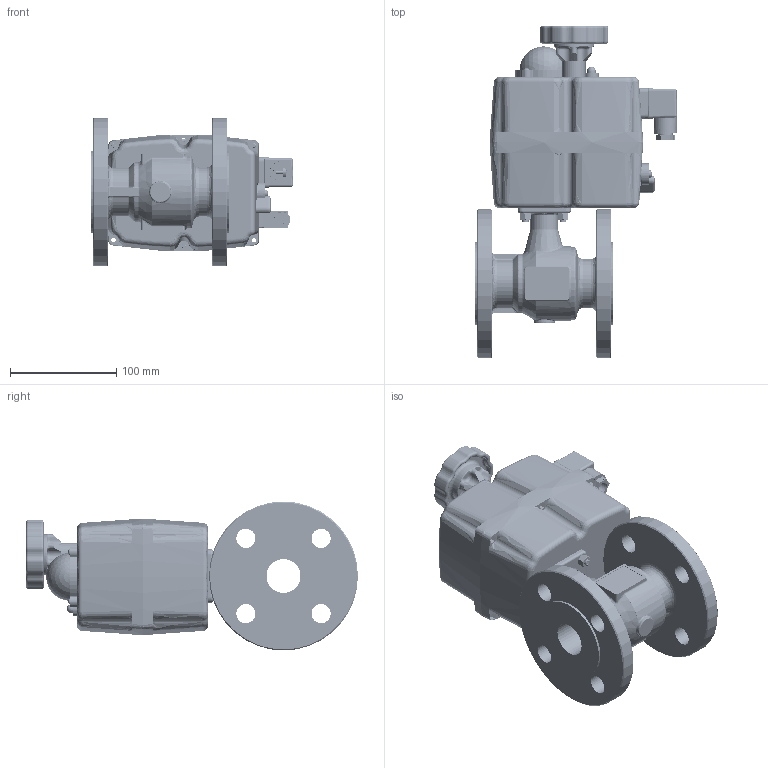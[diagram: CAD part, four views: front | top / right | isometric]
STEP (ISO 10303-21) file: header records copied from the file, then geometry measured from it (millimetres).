
FILE_DESCRIPTION (( 'STEP AP203' ), '1' );
FILE_NAME ('EK04-DN32_(EK04000006).STEP', '2022-05-20T10:03:05', ( '' ), ( '' ), 'SwSTEP 2.0', 'SolidWorks 2021', '' );
FILE_SCHEMA (( 'CONFIG_CONTROL_DESIGN' ));
Length unit declared in the file: metre
Products named in the file (1): EK04-DN32_(EK04000006)
Bounding box: 189.71 x 312 x 140 mm (x, y, z)
Surface area: 368335.5 mm2 (no closed solid volume)
Topology: 0 solids, 425 shells, 4003 faces, 10875 edges, 7362 vertices
Faces by surface type: cylinder 1441, plane 962, cone 656, torus 583, bspline 330, sphere 31
Entity records: 176636 total; most frequent: CARTESIAN_POINT 76718, DIRECTION 21566, ORIENTED_EDGE 19553, EDGE_CURVE 10758, AXIS2_PLACEMENT_3D 8660, VERTEX_POINT 7357, CIRCLE 4986, EDGE_LOOP 4338
